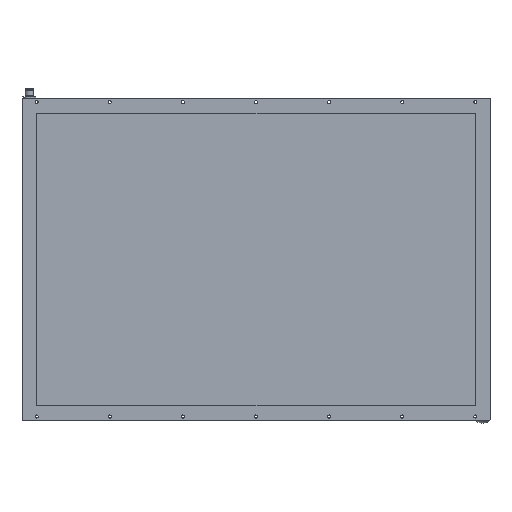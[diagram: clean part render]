
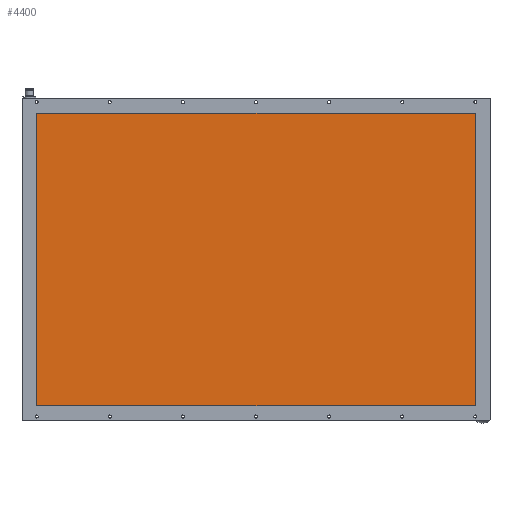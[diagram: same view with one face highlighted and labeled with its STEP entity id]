
A CAD part, front view. The second image highlights one B-rep face of the part: STEP entity #4400.
In plain terms, the highlighted planar face has unit normal (0, -1, 0).
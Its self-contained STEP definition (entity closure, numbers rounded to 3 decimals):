
#183 = VECTOR ( 'NONE', #2430, 1000. ) ;
#836 = CARTESIAN_POINT ( 'NONE',  ( 620., 4.1, -420. ) ) ;
#847 = CARTESIAN_POINT ( 'NONE',  ( 20., 4.1, -420. ) ) ;
#1439 = ORIENTED_EDGE ( 'NONE', *, *, #2850, .T. ) ;
#2000 = VECTOR ( 'NONE', #4665, 1000. ) ;
#2113 = VECTOR ( 'NONE', #4751, 1000. ) ;
#2231 = EDGE_LOOP ( 'NONE', ( #2450, #1439, #2575, #2456 ) ) ;
#2430 = DIRECTION ( 'NONE',  ( 0., 0., -1. ) ) ;
#2450 = ORIENTED_EDGE ( 'NONE', *, *, #2823, .F. ) ;
#2456 = ORIENTED_EDGE ( 'NONE', *, *, #2709, .T. ) ;
#2530 = VERTEX_POINT ( 'NONE', #3688 ) ;
#2570 = VERTEX_POINT ( 'NONE', #3691 ) ;
#2575 = ORIENTED_EDGE ( 'NONE', *, *, #4181, .F. ) ;
#2709 = EDGE_CURVE ( 'NONE', #2570, #4812, #4113, .T. ) ;
#2823 = EDGE_CURVE ( 'NONE', #4800, #4812, #4661, .T. ) ;
#2850 = EDGE_CURVE ( 'NONE', #4800, #2530, #4745, .T. ) ;
#3485 = AXIS2_PLACEMENT_3D ( 'NONE', #5343, #5344, #5627 ) ;
#3623 = VECTOR ( 'NONE', #3928, 1000. ) ;
#3688 = CARTESIAN_POINT ( 'NONE',  ( 620., 4.1, -20. ) ) ;
#3691 = CARTESIAN_POINT ( 'NONE',  ( 20., 4.1, -20. ) ) ;
#3926 = LINE ( 'NONE', #3927, #3623 ) ;
#3927 = CARTESIAN_POINT ( 'NONE',  ( 640., 4.1, -20. ) ) ;
#3928 = DIRECTION ( 'NONE',  ( 1., 0., 0. ) ) ;
#4111 = CARTESIAN_POINT ( 'NONE',  ( 20., 4.1, -14. ) ) ;
#4113 = LINE ( 'NONE', #4111, #183 ) ;
#4181 = EDGE_CURVE ( 'NONE', #2570, #2530, #3926, .T. ) ;
#4400 = ADVANCED_FACE ( 'NONE', ( #5338 ), #5339, .T. ) ;
#4655 = CARTESIAN_POINT ( 'NONE',  ( 0., 4.1, -420. ) ) ;
#4661 = LINE ( 'NONE', #4655, #2000 ) ;
#4665 = DIRECTION ( 'NONE',  ( -1., 0., 0. ) ) ;
#4745 = LINE ( 'NONE', #4750, #2113 ) ;
#4750 = CARTESIAN_POINT ( 'NONE',  ( 620., 4.1, -426. ) ) ;
#4751 = DIRECTION ( 'NONE',  ( 0., 0., 1. ) ) ;
#4800 = VERTEX_POINT ( 'NONE', #836 ) ;
#4812 = VERTEX_POINT ( 'NONE', #847 ) ;
#5338 = FACE_OUTER_BOUND ( 'NONE', #2231, .T. ) ;
#5339 = PLANE ( 'NONE',  #3485 ) ;
#5343 = CARTESIAN_POINT ( 'NONE',  ( 15.5, 4.1, -424.5 ) ) ;
#5344 = DIRECTION ( 'NONE',  ( 0., -1., 0. ) ) ;
#5627 = DIRECTION ( 'NONE',  ( 1., 0., 0. ) ) ;
